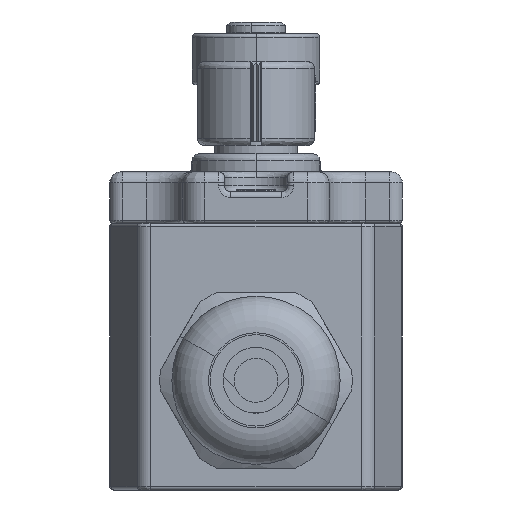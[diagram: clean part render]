
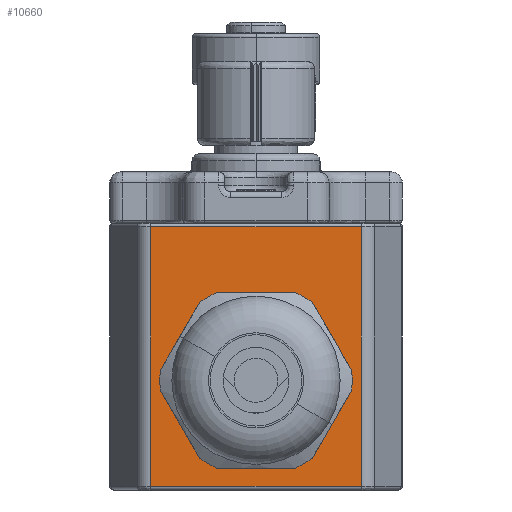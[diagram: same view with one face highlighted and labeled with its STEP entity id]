
A CAD part, front view. The second image highlights one B-rep face of the part: STEP entity #10660.
In plain terms, the highlighted planar face has unit normal (0, -1, 0).
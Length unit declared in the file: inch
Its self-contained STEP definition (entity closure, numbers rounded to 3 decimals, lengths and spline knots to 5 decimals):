
#17 = CIRCLE ( 'NONE', #66767, 0.43307 ) ;
#640 = EDGE_CURVE ( 'NONE', #71414, #70065, #17, .T. ) ;
#807 = ORIENTED_EDGE ( 'NONE', *, *, #19230, .F. ) ;
#2815 = CARTESIAN_POINT ( 'NONE',  ( 0., -3.14961, 0.59055 ) ) ;
#3366 = AXIS2_PLACEMENT_3D ( 'NONE', #77140, #65115, #49087 ) ;
#6015 = CARTESIAN_POINT ( 'NONE',  ( -0.7874, -3.14961, 0.01969 ) ) ;
#6263 = CARTESIAN_POINT ( 'NONE',  ( 0.56697, -3.14961, 1.43701 ) ) ;
#6276 = FACE_BOUND ( 'NONE', #65191, .T. ) ;
#7895 = EDGE_CURVE ( 'NONE', #46153, #48659, #59144, .T. ) ;
#10083 = CARTESIAN_POINT ( 'NONE',  ( 0., -3.14961, 1.02362 ) ) ;
#10660 = ADVANCED_FACE ( 'NONE', ( #83578, #6276 ), #77982, .F. ) ;
#13970 = DIRECTION ( 'NONE',  ( 1., 0., 0. ) ) ;
#17983 = CARTESIAN_POINT ( 'NONE',  ( 0.56697, -3.14961, 0.01969 ) ) ;
#18005 = CARTESIAN_POINT ( 'NONE',  ( -0.7874, -3.14961, 1.41732 ) ) ;
#19230 = EDGE_CURVE ( 'NONE', #70065, #71414, #24740, .T. ) ;
#21055 = DIRECTION ( 'NONE',  ( 1., 0., 0. ) ) ;
#22433 = CARTESIAN_POINT ( 'NONE',  ( -0.56697, -3.14961, 0.01969 ) ) ;
#24171 = LINE ( 'NONE', #75814, #42997 ) ;
#24740 = CIRCLE ( 'NONE', #26067, 0.43307 ) ;
#26067 = AXIS2_PLACEMENT_3D ( 'NONE', #41065, #53861, #21055 ) ;
#26724 = DIRECTION ( 'NONE',  ( 0., 0., -1. ) ) ;
#29042 = EDGE_CURVE ( 'NONE', #77110, #72750, #24171, .T. ) ;
#29648 = EDGE_CURVE ( 'NONE', #48659, #77110, #78550, .T. ) ;
#32049 = DIRECTION ( 'NONE',  ( -1., 0., 0. ) ) ;
#35685 = DIRECTION ( 'NONE',  ( 0., 0., 1. ) ) ;
#38026 = LINE ( 'NONE', #18005, #68770 ) ;
#41065 = CARTESIAN_POINT ( 'NONE',  ( 0., -3.14961, 0.59055 ) ) ;
#41696 = CARTESIAN_POINT ( 'NONE',  ( 0.56697, -3.14961, 1.41732 ) ) ;
#41922 = ORIENTED_EDGE ( 'NONE', *, *, #7895, .F. ) ;
#42997 = VECTOR ( 'NONE', #35685, 39.37008 ) ;
#45838 = CARTESIAN_POINT ( 'NONE',  ( 0., -3.14961, 0.15748 ) ) ;
#46153 = VERTEX_POINT ( 'NONE', #41696 ) ;
#48025 = CARTESIAN_POINT ( 'NONE',  ( -0.56697, -3.14961, 1.41732 ) ) ;
#48659 = VERTEX_POINT ( 'NONE', #17983 ) ;
#49087 = DIRECTION ( 'NONE',  ( 0., 0., 1. ) ) ;
#50955 = ORIENTED_EDGE ( 'NONE', *, *, #72242, .F. ) ;
#51069 = VECTOR ( 'NONE', #26724, 39.37008 ) ;
#53861 = DIRECTION ( 'NONE',  ( 0., -1., 0. ) ) ;
#59144 = LINE ( 'NONE', #6263, #51069 ) ;
#64838 = EDGE_LOOP ( 'NONE', ( #83552, #41922, #50955, #68204 ) ) ;
#65115 = DIRECTION ( 'NONE',  ( 0., 1., 0. ) ) ;
#65191 = EDGE_LOOP ( 'NONE', ( #807, #79015 ) ) ;
#66767 = AXIS2_PLACEMENT_3D ( 'NONE', #2815, #72422, #13970 ) ;
#68204 = ORIENTED_EDGE ( 'NONE', *, *, #29042, .F. ) ;
#68770 = VECTOR ( 'NONE', #76885, 39.37008 ) ;
#70065 = VERTEX_POINT ( 'NONE', #45838 ) ;
#71414 = VERTEX_POINT ( 'NONE', #10083 ) ;
#72242 = EDGE_CURVE ( 'NONE', #72750, #46153, #38026, .T. ) ;
#72422 = DIRECTION ( 'NONE',  ( 0., -1., 0. ) ) ;
#72750 = VERTEX_POINT ( 'NONE', #48025 ) ;
#75814 = CARTESIAN_POINT ( 'NONE',  ( -0.56697, -3.14961, 1.43701 ) ) ;
#76885 = DIRECTION ( 'NONE',  ( 1., 0., 0. ) ) ;
#77110 = VERTEX_POINT ( 'NONE', #22433 ) ;
#77140 = CARTESIAN_POINT ( 'NONE',  ( -0.7874, -3.14961, 1.43701 ) ) ;
#77982 = PLANE ( 'NONE',  #3366 ) ;
#78550 = LINE ( 'NONE', #6015, #79867 ) ;
#79015 = ORIENTED_EDGE ( 'NONE', *, *, #640, .F. ) ;
#79867 = VECTOR ( 'NONE', #32049, 39.37008 ) ;
#83552 = ORIENTED_EDGE ( 'NONE', *, *, #29648, .F. ) ;
#83578 = FACE_OUTER_BOUND ( 'NONE', #64838, .T. ) ;
